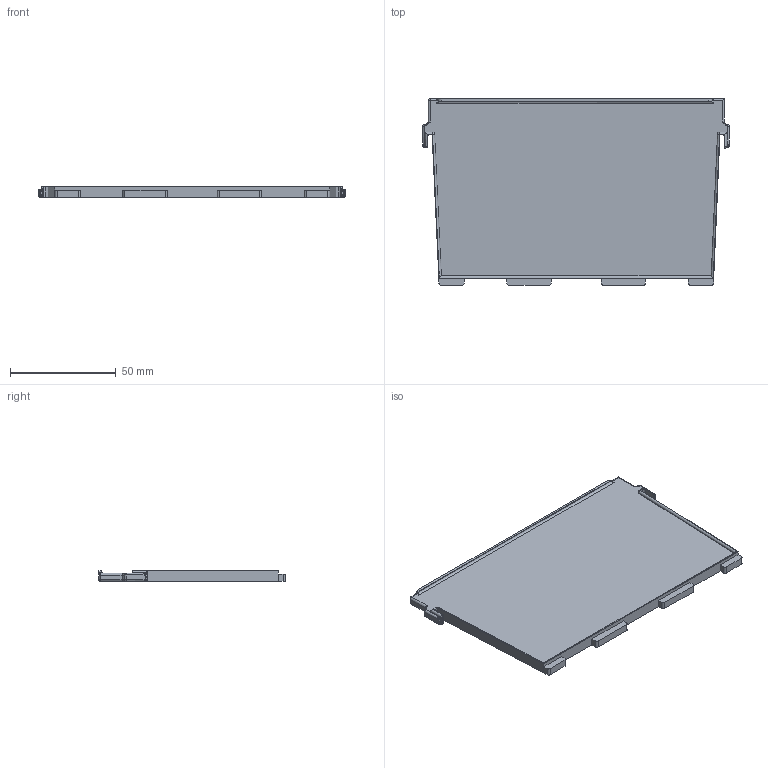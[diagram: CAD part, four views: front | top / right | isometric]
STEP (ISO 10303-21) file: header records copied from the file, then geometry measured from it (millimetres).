
FILE_DESCRIPTION(/* description */ (''),/* implementation_level */ '2;1');
FILE_NAME(/* name */ 'Bin Divider v1.step',/* time_stamp */ '2023-02-13T10:51:09-06:00',/* author */ (''),/* organization */ (''),/* preprocessor_version */ 'ST-DEVELOPER v19.2',/* originating_system */ 'Autodesk Translation Framework v11.17.0.187',/* authorisation */ '');
FILE_SCHEMA (('AUTOMOTIVE_DESIGN { 1 0 10303 214 3 1 1 }'));
Length unit declared in the file: millimetre
Products named in the file (1): Bin Divider
Bounding box: 145.18 x 88.2 x 5.2 mm (x, y, z)
Volume: 47197.4 mm3; surface area: 26089.7 mm2
Topology: 1 solids, 1 shells, 143 faces, 375 edges, 228 vertices
Faces by surface type: plane 51, cylinder 46, bspline 40, torus 4, sphere 2
Entity records: 5818 total; most frequent: CARTESIAN_POINT 2455, ORIENTED_EDGE 738, DIRECTION 649, EDGE_CURVE 369, AXIS2_PLACEMENT_3D 238, VERTEX_POINT 228, LINE 173, VECTOR 173
